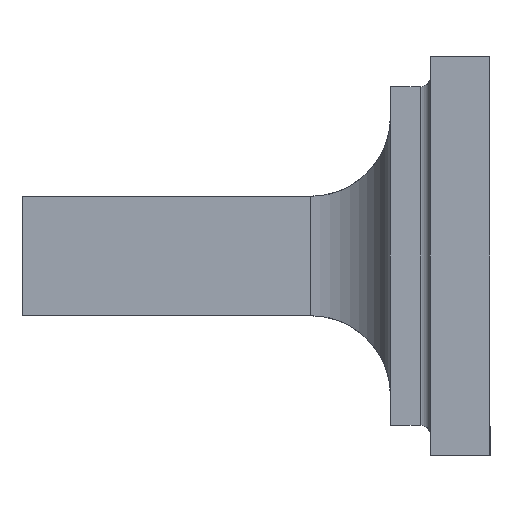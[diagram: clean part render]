
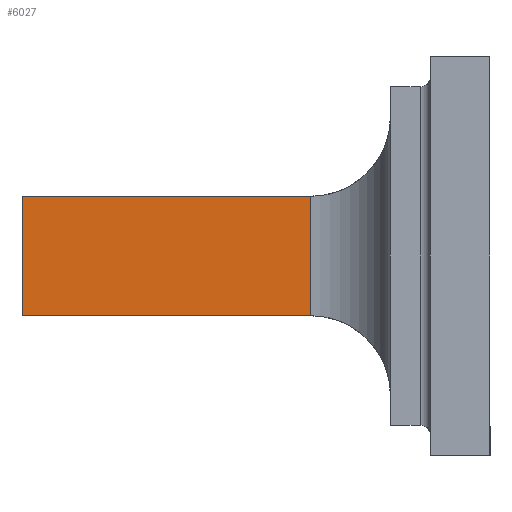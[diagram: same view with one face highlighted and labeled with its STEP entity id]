
A CAD part, left-side view. The second image highlights one B-rep face of the part: STEP entity #6027.
In plain terms, the highlighted planar face has unit normal (-1, 0, 0).
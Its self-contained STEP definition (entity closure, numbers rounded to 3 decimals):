
#64 = EDGE_CURVE ( 'NONE', #2846, #7688, #4003, .T. ) ;
#230 = ORIENTED_EDGE ( 'NONE', *, *, #64, .T. ) ;
#251 = VECTOR ( 'NONE', #3569, 1000. ) ;
#466 = DIRECTION ( 'NONE',  ( 0., 0., -1. ) ) ;
#751 = DIRECTION ( 'NONE',  ( 0., -1., 0. ) ) ;
#1727 = LINE ( 'NONE', #4088, #251 ) ;
#1874 = EDGE_CURVE ( 'NONE', #7688, #3675, #3283, .T. ) ;
#1880 = CARTESIAN_POINT ( 'NONE',  ( -66.5, 23.8, -3. ) ) ;
#2332 = PLANE ( 'NONE',  #5829 ) ;
#2370 = CARTESIAN_POINT ( 'NONE',  ( -66.5, 23.8, 0. ) ) ;
#2846 = VERTEX_POINT ( 'NONE', #3950 ) ;
#2947 = FACE_OUTER_BOUND ( 'NONE', #3787, .T. ) ;
#3023 = DIRECTION ( 'NONE',  ( 0., 0., -1. ) ) ;
#3283 = LINE ( 'NONE', #6921, #4176 ) ;
#3454 = CARTESIAN_POINT ( 'NONE',  ( -66.5, 23.8, 0. ) ) ;
#3569 = DIRECTION ( 'NONE',  ( 0., 0., 1. ) ) ;
#3675 = VERTEX_POINT ( 'NONE', #5440 ) ;
#3787 = EDGE_LOOP ( 'NONE', ( #230, #5916, #5232, #5863 ) ) ;
#3950 = CARTESIAN_POINT ( 'NONE',  ( -66.5, 23.8, 3. ) ) ;
#3989 = VERTEX_POINT ( 'NONE', #6127 ) ;
#4003 = LINE ( 'NONE', #3454, #5053 ) ;
#4054 = DIRECTION ( 'NONE',  ( 0., 1., 0. ) ) ;
#4088 = CARTESIAN_POINT ( 'NONE',  ( -66.5, 9.3, 0. ) ) ;
#4176 = VECTOR ( 'NONE', #751, 1000. ) ;
#5053 = VECTOR ( 'NONE', #466, 1000. ) ;
#5232 = ORIENTED_EDGE ( 'NONE', *, *, #7162, .T. ) ;
#5440 = CARTESIAN_POINT ( 'NONE',  ( -66.5, 9.3, -3. ) ) ;
#5446 = DIRECTION ( 'NONE',  ( -1., 0., 0. ) ) ;
#5829 = AXIS2_PLACEMENT_3D ( 'NONE', #2370, #5446, #3023 ) ;
#5863 = ORIENTED_EDGE ( 'NONE', *, *, #7421, .T. ) ;
#5864 = LINE ( 'NONE', #6618, #8006 ) ;
#5916 = ORIENTED_EDGE ( 'NONE', *, *, #1874, .T. ) ;
#6027 = ADVANCED_FACE ( 'NONE', ( #2947 ), #2332, .T. ) ;
#6127 = CARTESIAN_POINT ( 'NONE',  ( -66.5, 9.3, 3. ) ) ;
#6618 = CARTESIAN_POINT ( 'NONE',  ( -66.5, 23.8, 3. ) ) ;
#6921 = CARTESIAN_POINT ( 'NONE',  ( -66.5, 18.716, -3. ) ) ;
#7162 = EDGE_CURVE ( 'NONE', #3675, #3989, #1727, .T. ) ;
#7421 = EDGE_CURVE ( 'NONE', #3989, #2846, #5864, .T. ) ;
#7688 = VERTEX_POINT ( 'NONE', #1880 ) ;
#8006 = VECTOR ( 'NONE', #4054, 1000. ) ;
